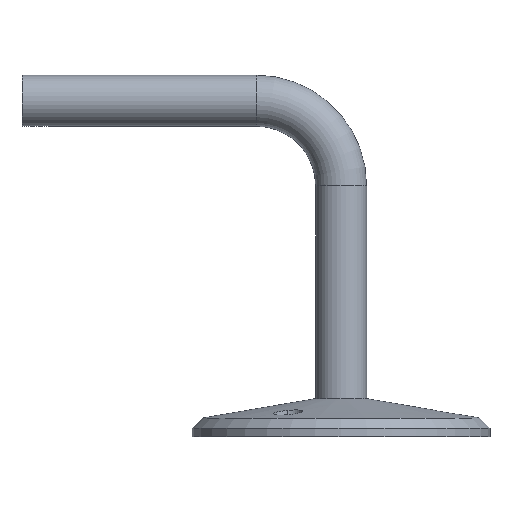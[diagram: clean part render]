
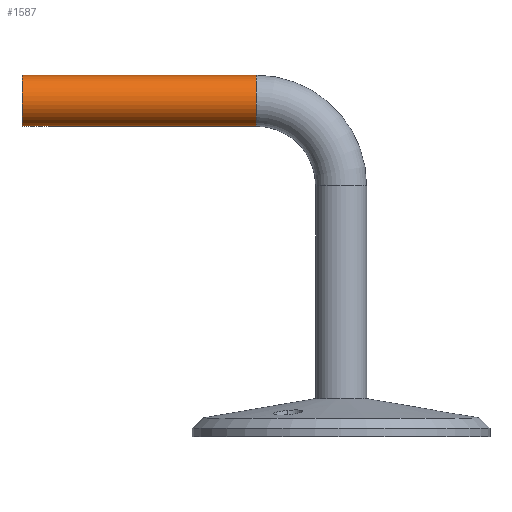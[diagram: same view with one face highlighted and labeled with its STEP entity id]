
A CAD part, left-side view. The second image highlights one B-rep face of the part: STEP entity #1587.
In plain terms, the highlighted cylindrical face has radius 6 mm (diameter 12 mm), a partial arc.
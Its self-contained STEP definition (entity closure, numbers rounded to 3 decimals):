
#91 = AXIS2_PLACEMENT_3D ( 'NONE', #2089, #5685, #6490 ) ;
#258 = ORIENTED_EDGE ( 'NONE', *, *, #6458, .F. ) ;
#446 = DIRECTION ( 'NONE',  ( 0., 0., 1. ) ) ;
#735 = CARTESIAN_POINT ( 'NONE',  ( 0., 75., 79. ) ) ;
#1044 = VERTEX_POINT ( 'NONE', #7237 ) ;
#1587 = ADVANCED_FACE ( 'NONE', ( #7217 ), #1629, .T. ) ;
#1629 = CYLINDRICAL_SURFACE ( 'NONE', #91, 6. ) ;
#2031 = AXIS2_PLACEMENT_3D ( 'NONE', #735, #4339, #5790 ) ;
#2089 = CARTESIAN_POINT ( 'NONE',  ( 0., 20., 79. ) ) ;
#2105 = EDGE_CURVE ( 'NONE', #1044, #5964, #9430, .T. ) ;
#2106 = AXIS2_PLACEMENT_3D ( 'NONE', #9121, #7695, #446 ) ;
#2478 = LINE ( 'NONE', #4718, #7855 ) ;
#2975 = ORIENTED_EDGE ( 'NONE', *, *, #8736, .F. ) ;
#3445 = DIRECTION ( 'NONE',  ( 0., 1., 0. ) ) ;
#3888 = ORIENTED_EDGE ( 'NONE', *, *, #2105, .T. ) ;
#4286 = CIRCLE ( 'NONE', #2106, 6. ) ;
#4339 = DIRECTION ( 'NONE',  ( 0., 1., 0. ) ) ;
#4482 = CARTESIAN_POINT ( 'NONE',  ( 0., 75., 85. ) ) ;
#4718 = CARTESIAN_POINT ( 'NONE',  ( 0., 20., 73. ) ) ;
#4779 = VERTEX_POINT ( 'NONE', #5928 ) ;
#4913 = EDGE_LOOP ( 'NONE', ( #2975, #7672, #3888, #258 ) ) ;
#5685 = DIRECTION ( 'NONE',  ( 0., 1., 0. ) ) ;
#5790 = DIRECTION ( 'NONE',  ( 0., 0., 1. ) ) ;
#5928 = CARTESIAN_POINT ( 'NONE',  ( 0., 75., 73. ) ) ;
#5964 = VERTEX_POINT ( 'NONE', #4482 ) ;
#6196 = CIRCLE ( 'NONE', #2031, 6. ) ;
#6458 = EDGE_CURVE ( 'NONE', #4779, #5964, #6196, .T. ) ;
#6490 = DIRECTION ( 'NONE',  ( 0., 0., 1. ) ) ;
#6538 = VECTOR ( 'NONE', #8798, 1000. ) ;
#7217 = FACE_OUTER_BOUND ( 'NONE', #4913, .T. ) ;
#7237 = CARTESIAN_POINT ( 'NONE',  ( 0., 20., 85. ) ) ;
#7315 = CARTESIAN_POINT ( 'NONE',  ( 0., 20., 85. ) ) ;
#7672 = ORIENTED_EDGE ( 'NONE', *, *, #8240, .T. ) ;
#7695 = DIRECTION ( 'NONE',  ( 0., 1., 0. ) ) ;
#7855 = VECTOR ( 'NONE', #3445, 1000. ) ;
#8240 = EDGE_CURVE ( 'NONE', #9031, #1044, #4286, .T. ) ;
#8736 = EDGE_CURVE ( 'NONE', #9031, #4779, #2478, .T. ) ;
#8798 = DIRECTION ( 'NONE',  ( 0., 1., 0. ) ) ;
#9031 = VERTEX_POINT ( 'NONE', #9202 ) ;
#9121 = CARTESIAN_POINT ( 'NONE',  ( 0., 20., 79. ) ) ;
#9202 = CARTESIAN_POINT ( 'NONE',  ( 0., 20., 73. ) ) ;
#9430 = LINE ( 'NONE', #7315, #6538 ) ;
